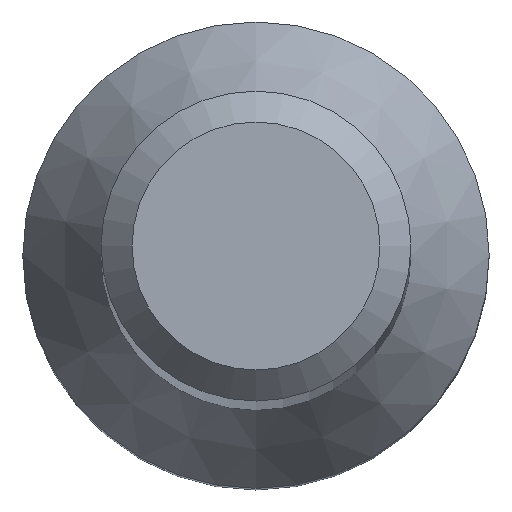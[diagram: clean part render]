
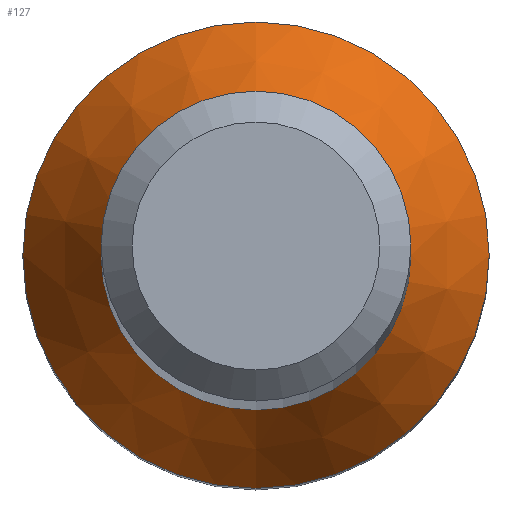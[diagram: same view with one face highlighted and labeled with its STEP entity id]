
A CAD part, top view. The second image highlights one B-rep face of the part: STEP entity #127.
In plain terms, the highlighted conical face has half-angle 30 degrees and reference radius 3.01 mm.
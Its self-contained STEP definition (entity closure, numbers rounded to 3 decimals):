
#4 = FACE_OUTER_BOUND ( 'NONE', #167, .T. ) ;
#26 = AXIS2_PLACEMENT_3D ( 'NONE', #98, #172, #156 ) ;
#34 = ORIENTED_EDGE ( 'NONE', *, *, #198, .T. ) ;
#39 = FACE_BOUND ( 'NONE', #50, .T. ) ;
#43 = DIRECTION ( 'NONE',  ( 0., 0., -1. ) ) ;
#48 = VERTEX_POINT ( 'NONE', #101 ) ;
#50 = EDGE_LOOP ( 'NONE', ( #34 ) ) ;
#84 = VERTEX_POINT ( 'NONE', #237 ) ;
#98 = CARTESIAN_POINT ( 'NONE',  ( 0., 0., 13.749 ) ) ;
#99 = DIRECTION ( 'NONE',  ( 0., 1., 0. ) ) ;
#101 = CARTESIAN_POINT ( 'NONE',  ( 0., 2., 13.749 ) ) ;
#108 = ORIENTED_EDGE ( 'NONE', *, *, #114, .F. ) ;
#114 = EDGE_CURVE ( 'NONE', #84, #84, #214, .T. ) ;
#116 = AXIS2_PLACEMENT_3D ( 'NONE', #135, #117, #212 ) ;
#117 = DIRECTION ( 'NONE',  ( 0., 0., -1. ) ) ;
#127 = ADVANCED_FACE ( 'NONE', ( #39, #4 ), #186, .T. ) ;
#135 = CARTESIAN_POINT ( 'NONE',  ( 0., 0., 12. ) ) ;
#139 = CIRCLE ( 'NONE', #26, 2. ) ;
#156 = DIRECTION ( 'NONE',  ( 0., 1., 0. ) ) ;
#167 = EDGE_LOOP ( 'NONE', ( #108 ) ) ;
#172 = DIRECTION ( 'NONE',  ( 0., 0., -1. ) ) ;
#183 = AXIS2_PLACEMENT_3D ( 'NONE', #188, #43, #99 ) ;
#186 = CONICAL_SURFACE ( 'NONE', #183, 3.01, 0.524 ) ;
#188 = CARTESIAN_POINT ( 'NONE',  ( 0., 0., 12. ) ) ;
#198 = EDGE_CURVE ( 'NONE', #48, #48, #139, .T. ) ;
#212 = DIRECTION ( 'NONE',  ( 0., 1., 0. ) ) ;
#214 = CIRCLE ( 'NONE', #116, 3.01 ) ;
#237 = CARTESIAN_POINT ( 'NONE',  ( 0., 3.01, 12. ) ) ;
